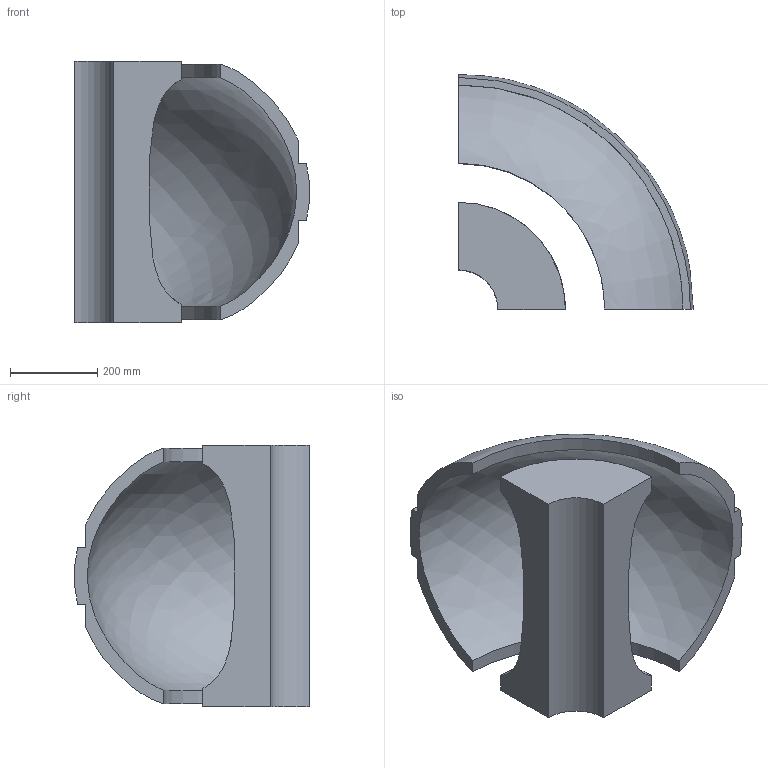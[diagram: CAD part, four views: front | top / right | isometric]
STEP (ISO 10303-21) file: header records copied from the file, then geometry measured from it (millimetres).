
FILE_DESCRIPTION(('Open CASCADE Model'),'2;1');
FILE_NAME('Open CASCADE Shape Model','2022-06-07T13:04:25',('Author'),( 'Open CASCADE'),'Open CASCADE STEP processor 7.5','Open CASCADE 7.5' ,'Unknown');
FILE_SCHEMA(('AUTOMOTIVE_DESIGN { 1 0 10303 214 1 1 1 1 }'));
Length unit declared in the file: millimetre
Products named in the file (5): CQ assembly; blanket; blanket_part; f991e92a-e659-11ec-be8f-b07b251d16fc; f991e92a-e659-11ec-be8f-b07b251d16fc_part
Assembly tree (4 placements, depth 4):
  CQ assembly
    blanket
      blanket_part
      f991e92a-e659-11ec-be8f-b07b251d16fc
        f991e92a-e659-11ec-be8f-b07b251d16fc_part
Bounding box: 539.14 x 539.14 x 600 mm (x, y, z)
Volume: 28554631 mm3; surface area: 1606899.5 mm2
Topology: 2 solids, 2 shells, 20 faces, 48 edges, 32 vertices
Faces by surface type: plane 8, cylinder 7, revolution 5
Entity records: 3786 total; most frequent: CARTESIAN_POINT 2795, DIRECTION 143, ORIENTED_EDGE 96, PCURVE 96, DEFINITIONAL_REPRESENTATION 96, LINE 82, VECTOR 82, B_SPLINE_CURVE_WITH_KNOTS 55
